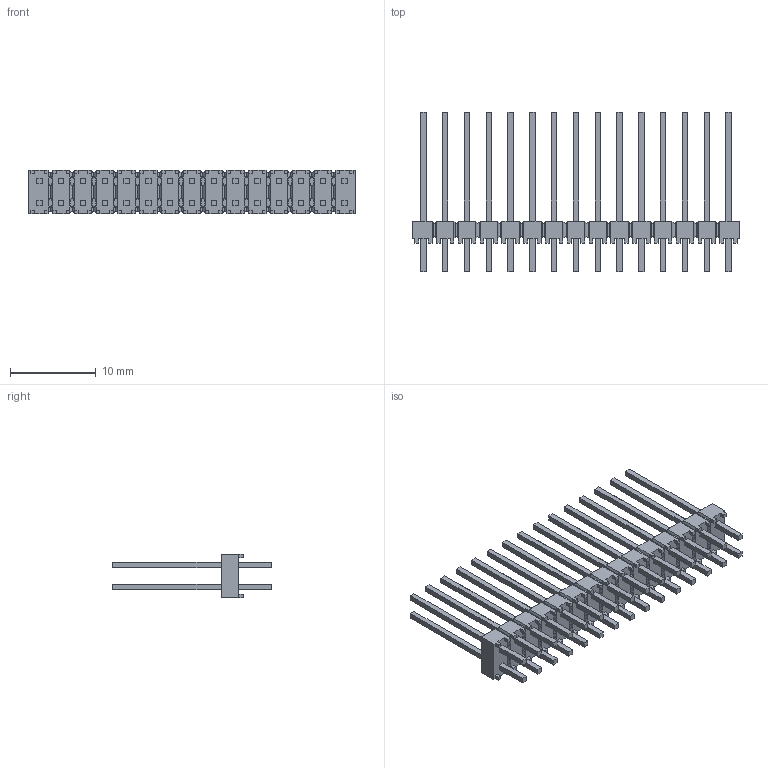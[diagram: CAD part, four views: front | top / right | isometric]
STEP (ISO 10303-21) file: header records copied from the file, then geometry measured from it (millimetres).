
FILE_DESCRIPTION( ( 'STEP AP214' ), '1' );
FILE_NAME( 'MTSW-115-09-G-D-500.stp', '2020-07-31T05:01:33', ( 'License CC BY-ND 4.0' ), ( 'CADENAS' ), ' ', 'PARTsolutions', ' ' );
FILE_SCHEMA( ( 'AUTOMOTIVE_DESIGN { 1 0 10303 214 1 1 1 1 }' ) );
Length unit declared in the file: inch
Products named in the file (3): MTSW-115-09-G-D-500; _MTSW-115-09-G-D-500_body; _MTSW-115-09-D-500
Assembly tree (2 placements, depth 2):
  MTSW-115-09-G-D-500
    _MTSW-115-09-G-D-500_body
    _MTSW-115-09-D-500
Bounding box: 38.1 x 18.54 x 5.08 mm (x, y, z)
Volume: 581.1 mm3; surface area: 2548.6 mm2
Topology: 2 solids, 2 shells, 1148 faces, 3028 edges, 1888 vertices
Faces by surface type: plane 1148
Entity records: 43646 total; most frequent: CARTESIAN_POINT 6067, ORIENTED_EDGE 6056, DIRECTION 5330, EDGE_CURVE 3028, LINE 3028, VECTOR 3028, VERTEX_POINT 1888, EDGE_LOOP 1268
